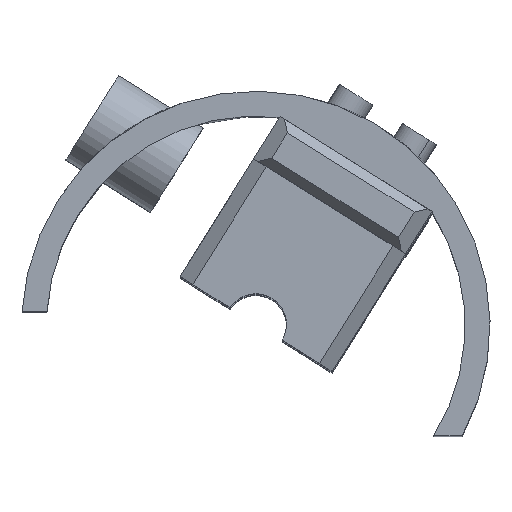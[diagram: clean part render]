
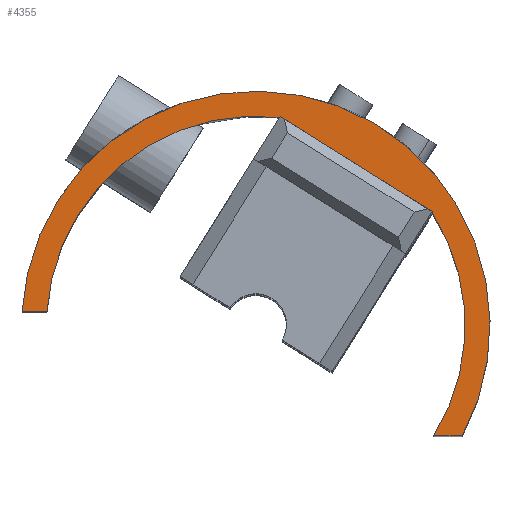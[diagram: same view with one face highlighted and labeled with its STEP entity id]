
A CAD part, top view. The second image highlights one B-rep face of the part: STEP entity #4355.
In plain terms, the highlighted planar face has unit normal (0, 0, 1).
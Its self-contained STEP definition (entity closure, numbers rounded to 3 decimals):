
#38 = AXIS2_PLACEMENT_3D ( 'NONE', #10004, #7368, #5269 ) ;
#482 = ORIENTED_EDGE ( 'NONE', *, *, #11545, .T. ) ;
#1048 = LINE ( 'NONE', #1972, #6879 ) ;
#1364 = LINE ( 'NONE', #11768, #10211 ) ;
#1490 = VERTEX_POINT ( 'NONE', #3526 ) ;
#1972 = CARTESIAN_POINT ( 'NONE',  ( -32.111, -33.353, -100. ) ) ;
#2562 = EDGE_CURVE ( 'NONE', #1490, #4597, #5066, .T. ) ;
#2959 = LINE ( 'NONE', #10447, #9466 ) ;
#3526 = CARTESIAN_POINT ( 'NONE',  ( -27.235, 30.611, -100. ) ) ;
#3697 = DIRECTION ( 'NONE',  ( 0., 0., 1. ) ) ;
#4355 = ADVANCED_FACE ( 'NONE', ( #7221 ), #12051, .T. ) ;
#4597 = VERTEX_POINT ( 'NONE', #7573 ) ;
#4921 = VERTEX_POINT ( 'NONE', #5829 ) ;
#4957 = VERTEX_POINT ( 'NONE', #11351 ) ;
#4976 = AXIS2_PLACEMENT_3D ( 'NONE', #6335, #3697, #11120 ) ;
#5066 = CIRCLE ( 'NONE', #8399, 42.047 ) ;
#5269 = DIRECTION ( 'NONE',  ( 1., 0., 0. ) ) ;
#5319 = CIRCLE ( 'NONE', #38, 47.047 ) ;
#5552 = CARTESIAN_POINT ( 'NONE',  ( -32.111, -11.152, -100. ) ) ;
#5829 = CARTESIAN_POINT ( 'NONE',  ( -79.078, -8.396, -100. ) ) ;
#5875 = ORIENTED_EDGE ( 'NONE', *, *, #7839, .F. ) ;
#6034 = AXIS2_PLACEMENT_3D ( 'NONE', #5552, #8381, #8258 ) ;
#6240 = CARTESIAN_POINT ( 'NONE',  ( 3.293, 11.532, -100. ) ) ;
#6335 = CARTESIAN_POINT ( 'NONE',  ( -32.111, -11.152, -100. ) ) ;
#6368 = EDGE_CURVE ( 'NONE', #1490, #12026, #2959, .T. ) ;
#6430 = DIRECTION ( 'NONE',  ( 1., 0., 0. ) ) ;
#6604 = EDGE_LOOP ( 'NONE', ( #10290, #5875, #6670, #482, #7226, #10502 ) ) ;
#6670 = ORIENTED_EDGE ( 'NONE', *, *, #11216, .T. ) ;
#6749 = CIRCLE ( 'NONE', #4976, 42.047 ) ;
#6879 = VECTOR ( 'NONE', #7740, 1000. ) ;
#7221 = FACE_OUTER_BOUND ( 'NONE', #6604, .T. ) ;
#7226 = ORIENTED_EDGE ( 'NONE', *, *, #9229, .T. ) ;
#7368 = DIRECTION ( 'NONE',  ( 0., 0., 1. ) ) ;
#7430 = VERTEX_POINT ( 'NONE', #11927 ) ;
#7573 = CARTESIAN_POINT ( 'NONE',  ( -74.068, -8.396, -100. ) ) ;
#7740 = DIRECTION ( 'NONE',  ( 1., 0., 0. ) ) ;
#7839 = EDGE_CURVE ( 'NONE', #4957, #12026, #6749, .T. ) ;
#8258 = DIRECTION ( 'NONE',  ( 1., 0., 0. ) ) ;
#8381 = DIRECTION ( 'NONE',  ( 0., 0., 1. ) ) ;
#8399 = AXIS2_PLACEMENT_3D ( 'NONE', #12002, #12058, #6430 ) ;
#9229 = EDGE_CURVE ( 'NONE', #4921, #4597, #1364, .T. ) ;
#9466 = VECTOR ( 'NONE', #9530, 1000. ) ;
#9530 = DIRECTION ( 'NONE',  ( 0.848, -0.53, 0. ) ) ;
#9952 = DIRECTION ( 'NONE',  ( 1., 0., 0. ) ) ;
#10004 = CARTESIAN_POINT ( 'NONE',  ( -32.111, -11.152, -100. ) ) ;
#10211 = VECTOR ( 'NONE', #9952, 1000. ) ;
#10290 = ORIENTED_EDGE ( 'NONE', *, *, #6368, .T. ) ;
#10447 = CARTESIAN_POINT ( 'NONE',  ( -11.971, 21.072, -100. ) ) ;
#10502 = ORIENTED_EDGE ( 'NONE', *, *, #2562, .F. ) ;
#11120 = DIRECTION ( 'NONE',  ( 1., 0., 0. ) ) ;
#11216 = EDGE_CURVE ( 'NONE', #4957, #7430, #1048, .T. ) ;
#11351 = CARTESIAN_POINT ( 'NONE',  ( 3.598, -33.353, -100. ) ) ;
#11545 = EDGE_CURVE ( 'NONE', #7430, #4921, #5319, .T. ) ;
#11768 = CARTESIAN_POINT ( 'NONE',  ( -32.111, -8.396, -100. ) ) ;
#11927 = CARTESIAN_POINT ( 'NONE',  ( 9.369, -33.353, -100. ) ) ;
#12002 = CARTESIAN_POINT ( 'NONE',  ( -32.111, -11.152, -100. ) ) ;
#12026 = VERTEX_POINT ( 'NONE', #6240 ) ;
#12051 = PLANE ( 'NONE',  #6034 ) ;
#12058 = DIRECTION ( 'NONE',  ( 0., 0., 1. ) ) ;
